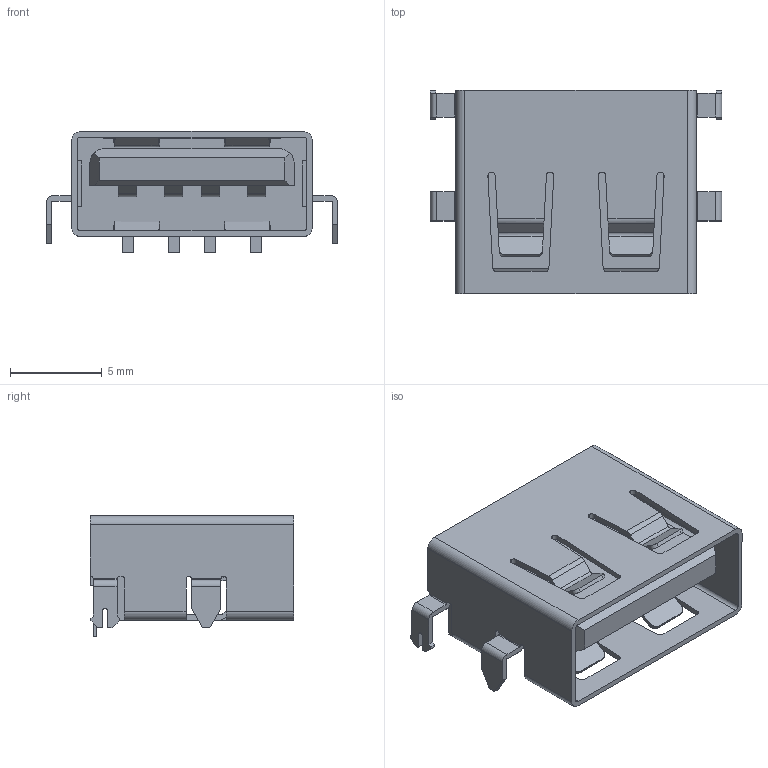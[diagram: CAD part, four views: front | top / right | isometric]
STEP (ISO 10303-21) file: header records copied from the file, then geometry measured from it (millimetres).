
FILE_DESCRIPTION (( 'STEP AP214' ), '1' );
FILE_NAME ('USB-A-TH_905-761A2022D10201.STEP', '2021-06-25T06:18:02', ( '微软用户' ), ( '微软中国' ), 'SwSTEP 2.0', 'SolidWorks 2017', '' );
FILE_SCHEMA (( 'AUTOMOTIVE_DESIGN' ));
Length unit declared in the file: millimetre
Products named in the file (1): USB-A-TH_905-761A2022D10201
Bounding box: 15.85 x 11.05 x 6.58 mm (x, y, z)
Volume: 443.5 mm3; surface area: 1294.4 mm2
Topology: 6 solids, 6 shells, 411 faces, 1160 edges, 768 vertices
Faces by surface type: plane 265, cylinder 132, bspline 14
Entity records: 17849 total; most frequent: CARTESIAN_POINT 3294, ORIENTED_EDGE 2320, DIRECTION 2090, EDGE_CURVE 1160, VECTOR 866, LINE 866, VERTEX_POINT 768, AXIS2_PLACEMENT_3D 612
